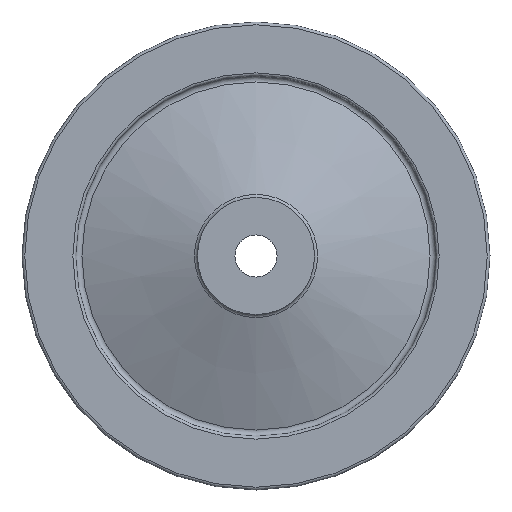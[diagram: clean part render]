
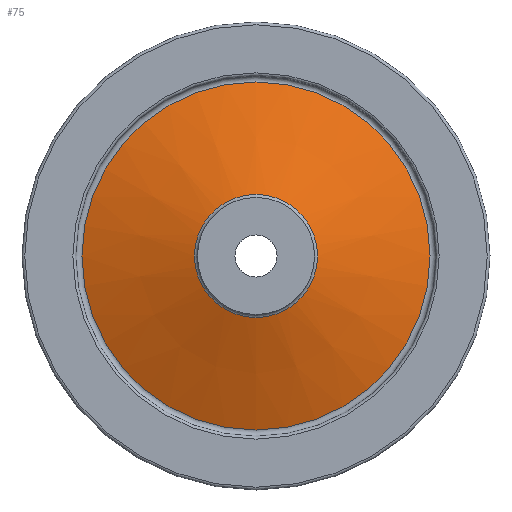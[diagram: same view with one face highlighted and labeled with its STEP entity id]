
A CAD part, left-side view. The second image highlights one B-rep face of the part: STEP entity #75.
In plain terms, the highlighted conical face has half-angle 69.984 degrees and reference radius 26.315 mm.
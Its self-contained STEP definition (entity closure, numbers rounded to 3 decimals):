
#75 = ADVANCED_FACE( '', ( #162, #163 ), #164, .T. );
#162 = FACE_OUTER_BOUND( '', #245, .T. );
#163 = FACE_BOUND( '', #246, .T. );
#164 = CONICAL_SURFACE( '', #247, 26.315, 1.221 );
#245 = EDGE_LOOP( '', ( #354 ) );
#246 = EDGE_LOOP( '', ( #355 ) );
#247 = AXIS2_PLACEMENT_3D( '', #356, #357, #358 );
#354 = ORIENTED_EDGE( '', *, *, #400, .F. );
#355 = ORIENTED_EDGE( '', *, *, #393, .T. );
#356 = CARTESIAN_POINT( '', ( 15.031, 0., 0. ) );
#357 = DIRECTION( '', ( 1., 0., 0. ) );
#358 = DIRECTION( '', ( 0., 0., -1. ) );
#393 = EDGE_CURVE( '', #444, #444, #445, .T. );
#400 = EDGE_CURVE( '', #455, #455, #456, .T. );
#444 = VERTEX_POINT( '', #501 );
#445 = CIRCLE( '', #502, 26.315 );
#455 = VERTEX_POINT( '', #512 );
#456 = CIRCLE( '', #513, 74.365 );
#501 = CARTESIAN_POINT( '', ( 15.031, 0., -26.315 ) );
#502 = AXIS2_PLACEMENT_3D( '', #562, #563, #564 );
#512 = CARTESIAN_POINT( '', ( 32.535, 0., -74.365 ) );
#513 = AXIS2_PLACEMENT_3D( '', #574, #575, #576 );
#562 = CARTESIAN_POINT( '', ( 15.031, 0., 0. ) );
#563 = DIRECTION( '', ( 1., 0., 0. ) );
#564 = DIRECTION( '', ( 0., 0., -1. ) );
#574 = CARTESIAN_POINT( '', ( 32.535, 0., 0. ) );
#575 = DIRECTION( '', ( 1., 0., 0. ) );
#576 = DIRECTION( '', ( 0., 0., -1. ) );
